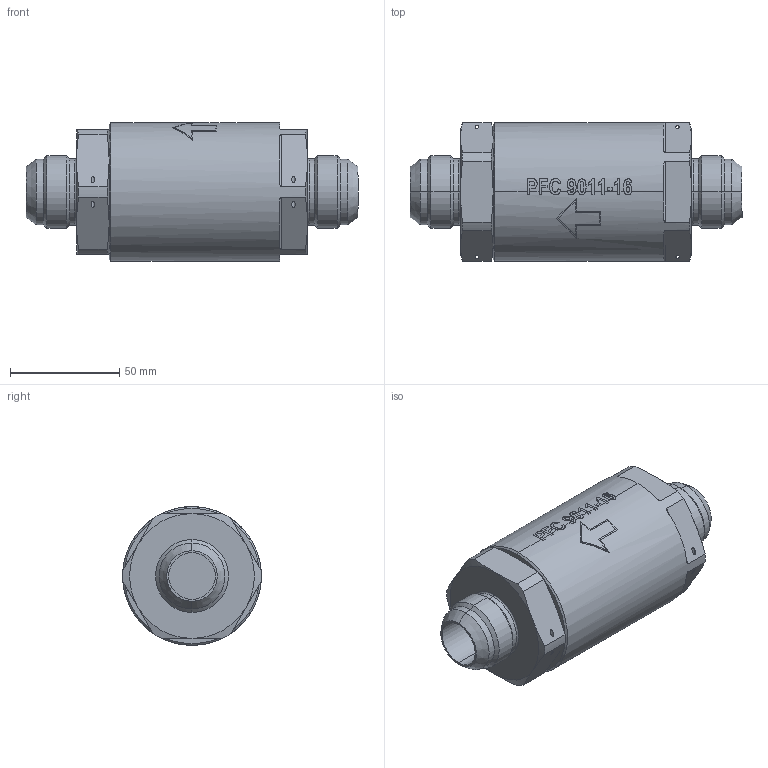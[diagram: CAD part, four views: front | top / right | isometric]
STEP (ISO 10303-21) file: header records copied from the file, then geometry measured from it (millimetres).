
FILE_DESCRIPTION (( 'STEP AP214' ), '1' );
FILE_NAME ('09011016_AS4395(SS).STEP', '2015-06-29T22:54:50', ( '' ), ( '' ), 'SwSTEP 2.0', 'SolidWorks 2015', '' );
FILE_SCHEMA (( 'AUTOMOTIVE_DESIGN' ));
Length unit declared in the file: millimetre
Products named in the file (3): 09011016_AS4395(SS); 09011160_STEP(BODY); 09011165_STEP(ADAPTER)
Assembly tree (2 placements, depth 2):
  09011016_AS4395(SS)
    09011165_STEP(ADAPTER)
    09011160_STEP(BODY)
Bounding box: 151.93 x 63.5 x 63.5 mm (x, y, z)
Volume: 330599.3 mm3; surface area: 49423.4 mm2
Topology: 2 solids, 2 shells, 248 faces, 636 edges, 404 vertices
Faces by surface type: plane 82, cylinder 64, bspline 54, cone 38, torus 10
Entity records: 10776 total; most frequent: CARTESIAN_POINT 5071, ORIENTED_EDGE 1272, DIRECTION 1016, EDGE_CURVE 636, VERTEX_POINT 404, AXIS2_PLACEMENT_3D 381, EDGE_LOOP 270, LINE 254
